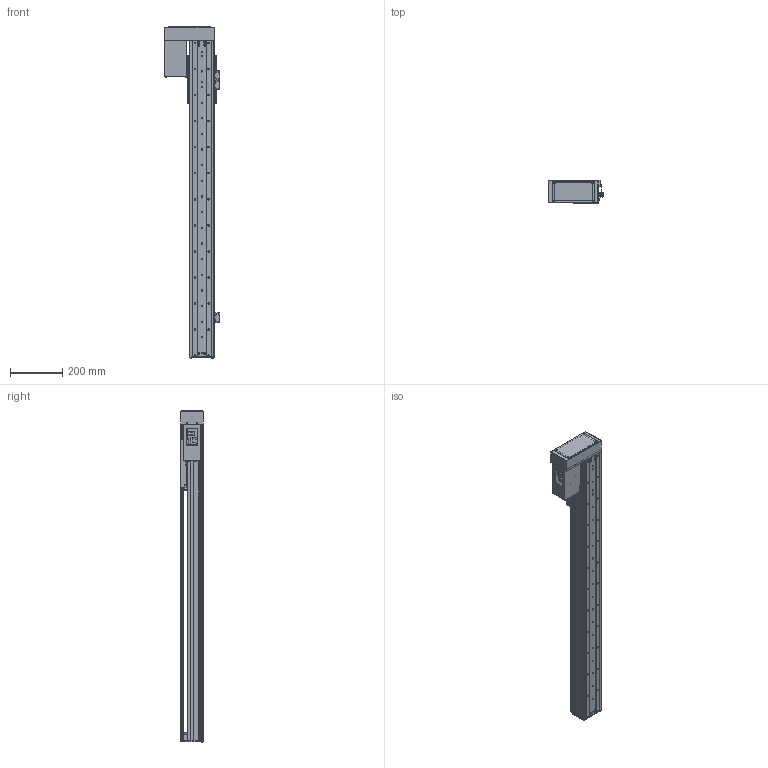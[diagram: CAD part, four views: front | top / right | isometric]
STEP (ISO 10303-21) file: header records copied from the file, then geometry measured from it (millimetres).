
FILE_DESCRIPTION (( 'STEP AP203' ), '1' );
FILE_NAME ('HT090-XX1-PL-900-XX-SR-OF.STEP', '2020-07-31T06:57:45', ( '彌營遵' ), ( '' ), 'SwSTEP 2.0', 'SolidWorks 2013', '' );
FILE_SCHEMA (( 'CONFIG_CONTROL_DESIGN' ));
Length unit declared in the file: millimetre
Products named in the file (31): SENSOR_2; HR090滲唳CARRIER(偃摹)(x); spring lock washer_ks_KS 1324 - M3; 煽溺滲唳b.h(堅薑)-1(p); HR090滲唳END COVER(x); HR090_SENSOR DOG(ASSY); MOTOR COVER(p); HR0901(x)-900; HRbearing cap(x); socket head cap screw_ks_KS 1003 - M4 x 10 x 10-N; MOTOR COVER C(p); HR090滲唳upper cover-6(x)P-900; HR奢辨 SENSOR BRK; HT090-XX1-PL-900-XX-SR-OF; HT090 BASE P-X蹴; TENSION PLATE(p); FRONT PLATE(p)-1; EE-SX-674_ル遽; HR0902(x); pan cross head_ks_KS 1023 PC- M3 x 5-N; F.P.C(p); socket head cap screw_ks_KS 1003 - M3 x 5 x 5-N; HR090ballnut(x); hg-kr23_; 唯衛璽(p); socket head cap screw_ks_KS 1003 - M3 x 10 x 10-N; HR090damper(x); FRONT PLATE ASSY(PL); SENSOR_1; HR090滲唳b.h(雖雖)-1(x); SNESOR DOG HR095
Assembly tree (65 placements, depth 3):
  HT090-XX1-PL-900-XX-SR-OF
    HT090 BASE P-X蹴
    HR0902(x)  x2
    HR090ballnut(x)
    HR090damper(x)  x2
    HR090滲唳b.h(雖雖)-1(x)
    HR090滲唳CARRIER(偃摹)(x)
    HR090滲唳END COVER(x)
    HRbearing cap(x)
    SENSOR_1  x2
      HR奢辨 SENSOR BRK
      EE-SX-674_ル遽
      socket head cap screw_ks_KS 1003 - M3 x 5 x 5-N
      socket head cap screw_ks_KS 1003 - M3 x 10 x 10-N
    SENSOR_2
      HR奢辨 SENSOR BRK
      EE-SX-674_ル遽
      socket head cap screw_ks_KS 1003 - M3 x 5 x 5-N  x2
      socket head cap screw_ks_KS 1003 - M3 x 10 x 10-N  x2
    煽溺滲唳b.h(堅薑)-1(p)
    HR0901(x)-900
    HR090滲唳upper cover-6(x)P-900
    HR奢辨 SENSOR BRK  x3
    FRONT PLATE ASSY(PL)
      FRONT PLATE(p)-1
      F.P.C(p)
      唯衛璽(p)
      MOTOR COVER(p)
      MOTOR COVER C(p)
      TENSION PLATE(p)
      pan cross head_ks_KS 1023 PC- M3 x 5-N  x12
      hg-kr23_
    HR090_SENSOR DOG(ASSY)
      SNESOR DOG HR095
      spring lock washer_ks_KS 1324 - M3  x2
      socket head cap screw_ks_KS 1003 - M3 x 5 x 5-N  x2
    pan cross head_ks_KS 1023 PC- M3 x 5-N  x4
    socket head cap screw_ks_KS 1003 - M3 x 10 x 10-N  x2
    socket head cap screw_ks_KS 1003 - M4 x 10 x 10-N  x2
Bounding box: 214.45 x 89 x 1273.15 mm (x, y, z)
Volume: 4089955.8 mm3; surface area: 1599737.1 mm2
Topology: 66 solids, 66 shells, 3678 faces, 9625 edges, 6047 vertices
Faces by surface type: plane 1751, cylinder 1267, cone 424, torus 172, bspline 32, sphere 32
Entity records: 76440 total; most frequent: CARTESIAN_POINT 14395, DIRECTION 12429, ORIENTED_EDGE 11902, EDGE_CURVE 5951, AXIS2_PLACEMENT_3D 4531, VERTEX_POINT 3865, VECTOR 3367, LINE 3367
